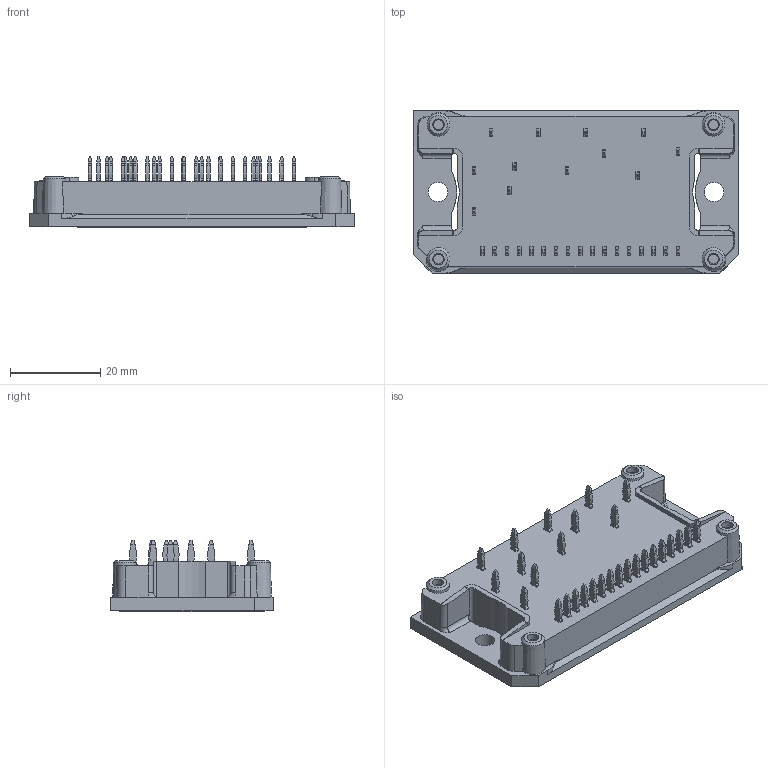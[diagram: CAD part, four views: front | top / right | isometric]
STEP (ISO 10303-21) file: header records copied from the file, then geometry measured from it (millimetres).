
FILE_DESCRIPTION( ( 'Unknown' ), '1' );
FILE_NAME( 'FLOW1B-4T12Y-L230(290)-01-OL.stp', 'Unknown', ( 'Unknown' ), ( 'Unknown' ), 'PSStep 17.0.49', 'Unknown', ' ' );
FILE_SCHEMA( ( 'AUTOMOTIVE_DESIGN { 1 0 10303 214 1 1 1 1 }' ) );
Length unit declared in the file: inch
Products named in the file (1): FLOW1B-4T12Y-L230-01-H
Bounding box: 72 x 36 x 15.71 mm (x, y, z)
Volume: 20635.4 mm3; surface area: 9725.4 mm2
Topology: 1 solids, 1 shells, 1306 faces, 3519 edges, 2342 vertices
Faces by surface type: plane 1009, cylinder 266, cone 16, extrusion 11, bspline 4
Full cylindrical faces by diameter (mm): 2.2 x4, 2.55 x4, 4.3 x2
Entity records: 51748 total; most frequent: CARTESIAN_POINT 8097, ORIENTED_EDGE 6970, DIRECTION 6618, EDGE_CURVE 3485, VECTOR 2882, LINE 2871, VERTEX_POINT 2330, AXIS2_PLACEMENT_3D 1868
